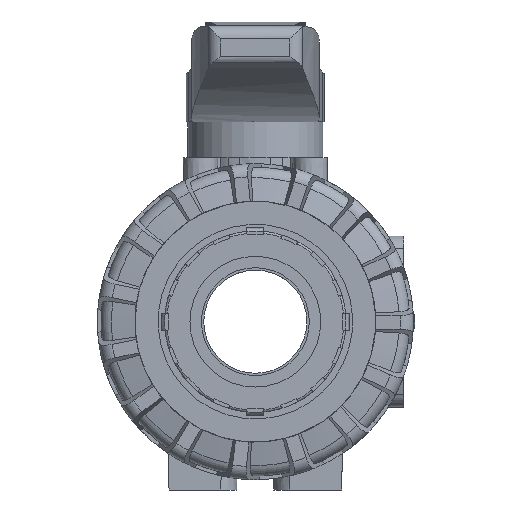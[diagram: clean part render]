
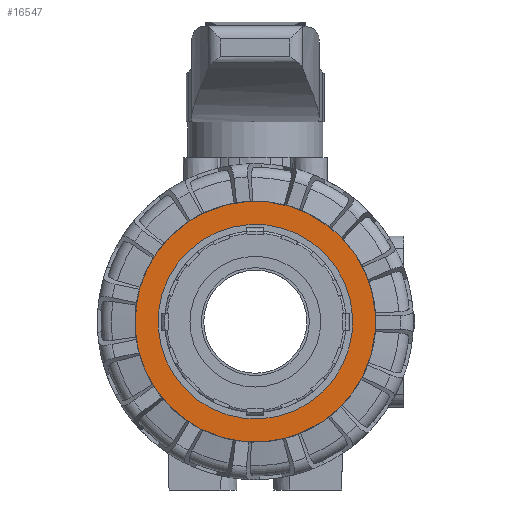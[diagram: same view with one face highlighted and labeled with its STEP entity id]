
A CAD part, left-side view. The second image highlights one B-rep face of the part: STEP entity #16547.
In plain terms, the highlighted face is planar.
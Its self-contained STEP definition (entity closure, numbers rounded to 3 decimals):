
#1235=FACE_BOUND($,#3379,.T.);
#1236=FACE_BOUND($,#3380,.T.);
#1738=CIRCLE($,#17970,22.55);
#1754=CIRCLE($,#18015,27.9);
#3379=EDGE_LOOP($,(#13023));
#3380=EDGE_LOOP($,(#13024));
#6847=VERTEX_POINT($,#28558);
#6855=VERTEX_POINT($,#28646);
#8998=EDGE_CURVE($,#6847,#6847,#1738,.T.);
#9042=EDGE_CURVE($,#6855,#6855,#1754,.T.);
#13023=ORIENTED_EDGE($,*,*,#8998,.T.);
#13024=ORIENTED_EDGE($,*,*,#9042,.T.);
#15702=PLANE($,#18049);
#16547=ADVANCED_FACE($,(#1235,#1236),#15702,.T.);
#17970=AXIS2_PLACEMENT_3D($,#28559,#21744,#21745);
#18015=AXIS2_PLACEMENT_3D($,#28647,#21848,#21849);
#18049=AXIS2_PLACEMENT_3D($,#28683,#21918,#21919);
#21744=DIRECTION('center_axis',(0.,0.,-1.));
#21745=DIRECTION('ref_axis',(-1.,0.,0.));
#21848=DIRECTION('center_axis',(0.,0.,1.));
#21849=DIRECTION('ref_axis',(1.,0.,0.));
#21918=DIRECTION('center_axis',(0.,0.,1.));
#21919=DIRECTION('ref_axis',(1.,0.,0.));
#28558=CARTESIAN_POINT('',(22.55,0.,32.5));
#28559=CARTESIAN_POINT('Origin',(0.,0.,32.5));
#28646=CARTESIAN_POINT('',(0.,-27.9,32.5));
#28647=CARTESIAN_POINT('Origin',(0.,0.,32.5));
#28683=CARTESIAN_POINT('Origin',(0.,0.,32.5));
